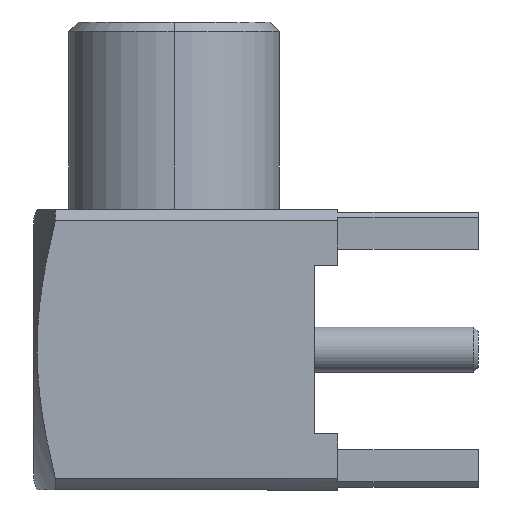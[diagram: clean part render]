
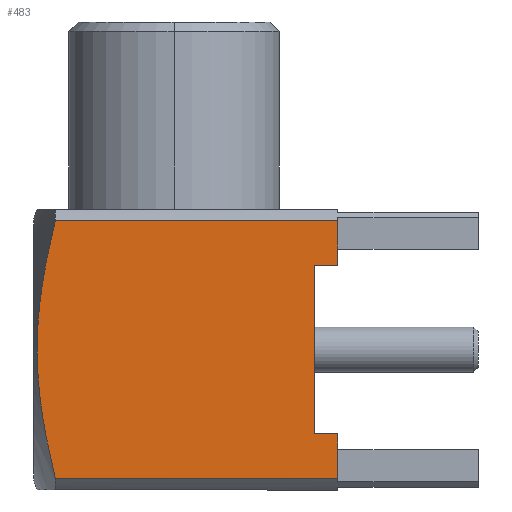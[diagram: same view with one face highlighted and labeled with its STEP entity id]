
A CAD part, left-side view. The second image highlights one B-rep face of the part: STEP entity #483.
In plain terms, the highlighted planar face has unit normal (-1, 0, 0).
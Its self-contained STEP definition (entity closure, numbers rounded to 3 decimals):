
#454 = VERTEX_POINT ( 'NONE', #2116 ) ;
#455 = EDGE_CURVE ( 'NONE', #462, #454, #2115, .T. ) ;
#462 = VERTEX_POINT ( 'NONE', #2136 ) ;
#479 = VERTEX_POINT ( 'NONE', #2157 ) ;
#480 = VERTEX_POINT ( 'NONE', #2158 ) ;
#483 = ADVANCED_FACE ( 'NONE', ( #2210 ), #2194, .F. ) ;
#484 = EDGE_LOOP ( 'NONE', ( #558, #556, #561, #560, #549, #550, #551, #547 ) ) ;
#541 = EDGE_CURVE ( 'NONE', #552, #479, #2335, .T. ) ;
#547 = ORIENTED_EDGE ( 'NONE', *, *, #541, .T. ) ;
#549 = ORIENTED_EDGE ( 'NONE', *, *, #554, .F. ) ;
#550 = ORIENTED_EDGE ( 'NONE', *, *, #455, .F. ) ;
#551 = ORIENTED_EDGE ( 'NONE', *, *, #553, .F. ) ;
#552 = VERTEX_POINT ( 'NONE', #2414 ) ;
#553 = EDGE_CURVE ( 'NONE', #552, #462, #2413, .T. ) ;
#554 = EDGE_CURVE ( 'NONE', #454, #480, #2409, .T. ) ;
#555 = VERTEX_POINT ( 'NONE', #2405 ) ;
#556 = ORIENTED_EDGE ( 'NONE', *, *, #697, .F. ) ;
#557 = EDGE_CURVE ( 'NONE', #480, #555, #2404, .T. ) ;
#558 = ORIENTED_EDGE ( 'NONE', *, *, #562, .F. ) ;
#559 = EDGE_CURVE ( 'NONE', #701, #555, #2400, .T. ) ;
#560 = ORIENTED_EDGE ( 'NONE', *, *, #557, .F. ) ;
#561 = ORIENTED_EDGE ( 'NONE', *, *, #559, .T. ) ;
#562 = EDGE_CURVE ( 'NONE', #699, #479, #2396, .T. ) ;
#697 = EDGE_CURVE ( 'NONE', #701, #699, #2841, .T. ) ;
#699 = VERTEX_POINT ( 'NONE', #2837 ) ;
#701 = VERTEX_POINT ( 'NONE', #2836 ) ;
#2112 = DIRECTION ( 'NONE',  ( 0., 0., -1. ) ) ;
#2113 = VECTOR ( 'NONE', #2112, 1000. ) ;
#2114 = CARTESIAN_POINT ( 'NONE',  ( -3., -3.5, 0. ) ) ;
#2115 = LINE ( 'NONE', #2114, #2113 ) ;
#2116 = CARTESIAN_POINT ( 'NONE',  ( -3., -3.5, -1.2 ) ) ;
#2136 = CARTESIAN_POINT ( 'NONE',  ( -3., -3.5, -0.242 ) ) ;
#2157 = CARTESIAN_POINT ( 'NONE',  ( -3., 2.536, -5.758 ) ) ;
#2158 = CARTESIAN_POINT ( 'NONE',  ( -3., -3., -1.2 ) ) ;
#2190 = DIRECTION ( 'NONE',  ( 0., 0., -1. ) ) ;
#2191 = DIRECTION ( 'NONE',  ( 1., 0., 0. ) ) ;
#2192 = CARTESIAN_POINT ( 'NONE',  ( -3., -3., 0. ) ) ;
#2193 = AXIS2_PLACEMENT_3D ( 'NONE', #2192, #2191, #2190 ) ;
#2194 = PLANE ( 'NONE',  #2193 ) ;
#2210 = FACE_OUTER_BOUND ( 'NONE', #484, .T. ) ;
#2335 = B_SPLINE_CURVE_WITH_KNOTS ( 'NONE', 3,
 ( #2377, #2376, #2375, #2374, #2373, #2372, #2371, #2370 ),
 .UNSPECIFIED., .F., .F.,
 ( 4, 2, 2, 4 ),
 ( 0., 0.003, 0.004, 0.006 ),
 .UNSPECIFIED. ) ;
#2370 = CARTESIAN_POINT ( 'NONE',  ( -3., 2.536, -5.758 ) ) ;
#2371 = CARTESIAN_POINT ( 'NONE',  ( -3., 2.648, -5.303 ) ) ;
#2372 = CARTESIAN_POINT ( 'NONE',  ( -3., 2.746, -4.845 ) ) ;
#2373 = CARTESIAN_POINT ( 'NONE',  ( -3., 2.887, -3.92 ) ) ;
#2374 = CARTESIAN_POINT ( 'NONE',  ( -3., 2.928, -3.448 ) ) ;
#2375 = CARTESIAN_POINT ( 'NONE',  ( -3., 2.925, -2.055 ) ) ;
#2376 = CARTESIAN_POINT ( 'NONE',  ( -3., 2.758, -1.145 ) ) ;
#2377 = CARTESIAN_POINT ( 'NONE',  ( -3., 2.536, -0.242 ) ) ;
#2392 = DIRECTION ( 'NONE',  ( 0., 1., 0. ) ) ;
#2393 = VECTOR ( 'NONE', #2392, 1000. ) ;
#2394 = CARTESIAN_POINT ( 'NONE',  ( -3., -6.5, -5.758 ) ) ;
#2396 = LINE ( 'NONE', #2394, #2393 ) ;
#2397 = DIRECTION ( 'NONE',  ( 0., 1., 0. ) ) ;
#2398 = VECTOR ( 'NONE', #2397, 1000. ) ;
#2399 = CARTESIAN_POINT ( 'NONE',  ( -3., -3.5, -4.8 ) ) ;
#2400 = LINE ( 'NONE', #2399, #2398 ) ;
#2401 = DIRECTION ( 'NONE',  ( 0., 0., -1. ) ) ;
#2402 = VECTOR ( 'NONE', #2401, 1000. ) ;
#2403 = CARTESIAN_POINT ( 'NONE',  ( -3., -3., 0. ) ) ;
#2404 = LINE ( 'NONE', #2403, #2402 ) ;
#2405 = CARTESIAN_POINT ( 'NONE',  ( -3., -3., -4.8 ) ) ;
#2406 = DIRECTION ( 'NONE',  ( 0., 1., 0. ) ) ;
#2407 = VECTOR ( 'NONE', #2406, 1000. ) ;
#2408 = CARTESIAN_POINT ( 'NONE',  ( -3., -3.5, -1.2 ) ) ;
#2409 = LINE ( 'NONE', #2408, #2407 ) ;
#2410 = DIRECTION ( 'NONE',  ( 0., -1., 0. ) ) ;
#2411 = VECTOR ( 'NONE', #2410, 1000. ) ;
#2412 = CARTESIAN_POINT ( 'NONE',  ( -3., -6.5, -0.242 ) ) ;
#2413 = LINE ( 'NONE', #2412, #2411 ) ;
#2414 = CARTESIAN_POINT ( 'NONE',  ( -3., 2.536, -0.242 ) ) ;
#2836 = CARTESIAN_POINT ( 'NONE',  ( -3., -3.5, -4.8 ) ) ;
#2837 = CARTESIAN_POINT ( 'NONE',  ( -3., -3.5, -5.758 ) ) ;
#2838 = DIRECTION ( 'NONE',  ( 0., 0., -1. ) ) ;
#2839 = VECTOR ( 'NONE', #2838, 1000. ) ;
#2840 = CARTESIAN_POINT ( 'NONE',  ( -3., -3.5, -6. ) ) ;
#2841 = LINE ( 'NONE', #2840, #2839 ) ;
